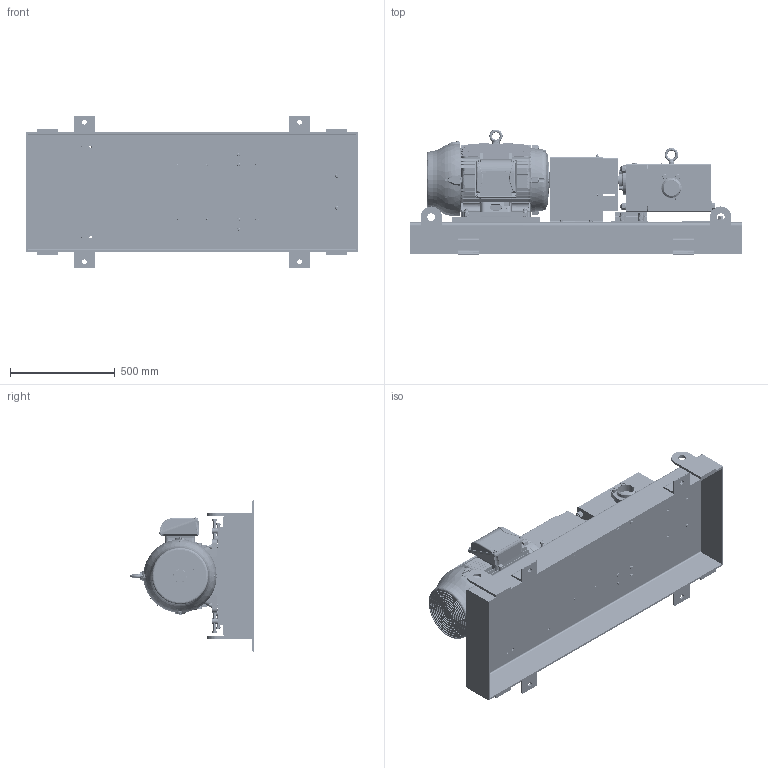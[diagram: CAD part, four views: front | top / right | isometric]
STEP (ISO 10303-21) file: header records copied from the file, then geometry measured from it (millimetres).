
FILE_DESCRIPTION (( 'STEP AP214' ), '1' );
FILE_NAME ('GPV-1440-031-U.STEP', '2019-10-08T21:01:41', ( '' ), ( '' ), 'SwSTEP 2.0', 'SolidWorks 2018', '' );
FILE_SCHEMA (( 'AUTOMOTIVE_DESIGN' ));
Length unit declared in the file: inch
Products named in the file (1): GPV-1440-031-U
Bounding box: 1587.5 x 597.1 x 730.25 mm (x, y, z)
Surface area: 8591605.4 mm2 (no closed solid volume)
Topology: 0 solids, 161 shells, 8472 faces, 21549 edges, 13776 vertices
Faces by surface type: plane 3508, cylinder 2477, cone 1266, bspline 1116, torus 95, sphere 10
Entity records: 436973 total; most frequent: CARTESIAN_POINT 258790, ORIENTED_EDGE 43012, EDGE_CURVE 21509, B_SPLINE_CURVE_WITH_KNOTS 20972, DIRECTION 14714, VERTEX_POINT 13776, EDGE_LOOP 9245, FACE_OUTER_BOUND 8472
